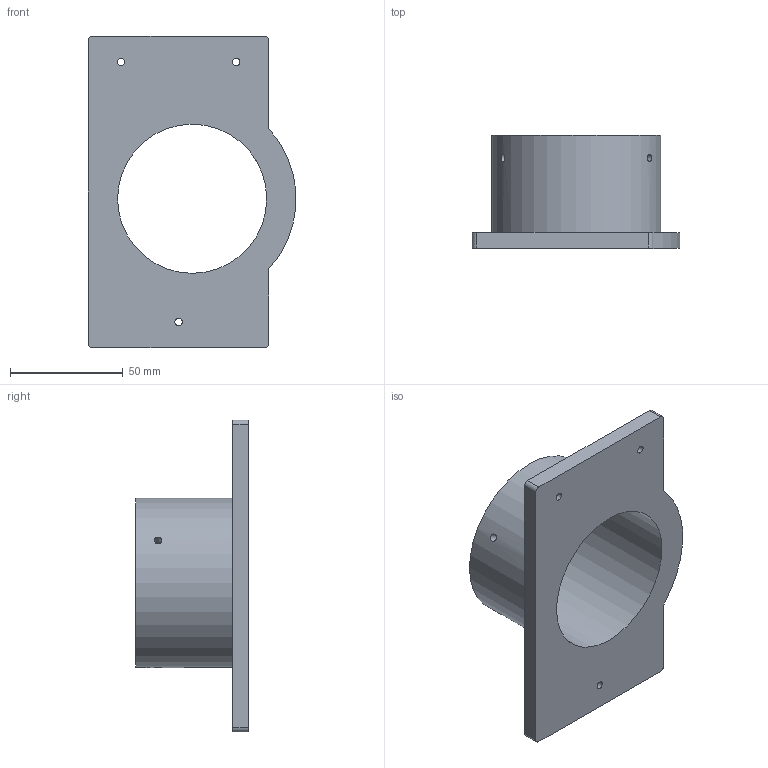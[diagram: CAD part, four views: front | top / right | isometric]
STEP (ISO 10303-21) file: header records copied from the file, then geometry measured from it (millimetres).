
FILE_DESCRIPTION(/* description */ (''),/* implementation_level */ '2;1');
FILE_NAME(/* name */ 'adaptateur-76mm v6.step',/* time_stamp */ '2022-11-29T11:27:43+01:00',/* author */ (''),/* organization */ (''),/* preprocessor_version */ 'ST-DEVELOPER v19.2',/* originating_system */ 'Autodesk Translation Framework v11.17.0.187',/* authorisation */ '');
FILE_SCHEMA (('AUTOMOTIVE_DESIGN { 1 0 10303 214 3 1 1 }'));
Length unit declared in the file: millimetre
Products named in the file (1): adaptateur-76mm
Bounding box: 91.84 x 50 x 138 mm (x, y, z)
Volume: 99435.8 mm3; surface area: 40077 mm2
Topology: 1 solids, 1 shells, 21 faces, 58 edges, 40 vertices
Faces by surface type: cylinder 13, plane 8
Full cylindrical faces by diameter (mm): 3.332 x6, 66 x1, 75 x1
Entity records: 927 total; most frequent: CARTESIAN_POINT 322, ORIENTED_EDGE 116, DIRECTION 112, EDGE_CURVE 58, AXIS2_PLACEMENT_3D 42, VERTEX_POINT 40, EDGE_LOOP 36, LINE 28
